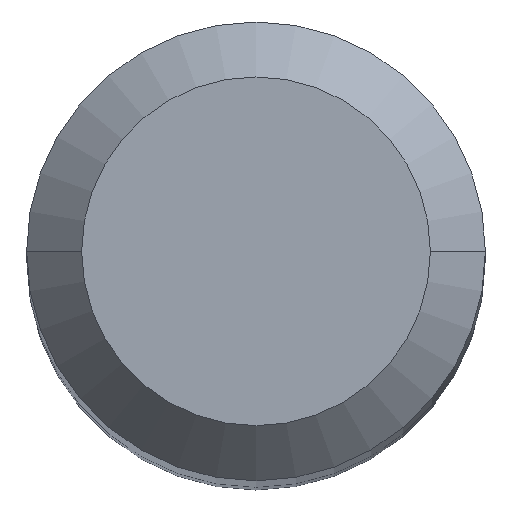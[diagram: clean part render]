
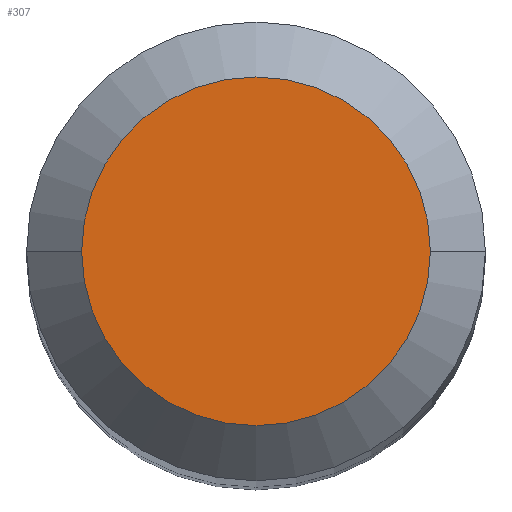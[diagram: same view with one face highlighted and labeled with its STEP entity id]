
A CAD part, top view. The second image highlights one B-rep face of the part: STEP entity #307.
In plain terms, the highlighted planar face has unit normal (0, 0, 1).
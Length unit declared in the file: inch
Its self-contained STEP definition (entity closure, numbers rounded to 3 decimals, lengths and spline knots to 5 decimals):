
#5 = CIRCLE ( 'NONE', #41, 0.0475 ) ;
#11 = CARTESIAN_POINT ( 'NONE',  ( -0.0475, 0., 1.5 ) ) ;
#31 = DIRECTION ( 'NONE',  ( 1., 0., 0. ) ) ;
#41 = AXIS2_PLACEMENT_3D ( 'NONE', #143, #207, #153 ) ;
#50 = FACE_OUTER_BOUND ( 'NONE', #330, .T. ) ;
#70 = CARTESIAN_POINT ( 'NONE',  ( 0., 0., 1.5 ) ) ;
#141 = EDGE_CURVE ( 'NONE', #306, #142, #192, .T. ) ;
#142 = VERTEX_POINT ( 'NONE', #11 ) ;
#143 = CARTESIAN_POINT ( 'NONE',  ( 0., 0., 1.5 ) ) ;
#144 = AXIS2_PLACEMENT_3D ( 'NONE', #70, #254, #31 ) ;
#152 = DIRECTION ( 'NONE',  ( 1., 0., 0. ) ) ;
#153 = DIRECTION ( 'NONE',  ( 1., 0., 0. ) ) ;
#180 = CARTESIAN_POINT ( 'NONE',  ( 0.0475, 0., 1.5 ) ) ;
#187 = ORIENTED_EDGE ( 'NONE', *, *, #141, .T. ) ;
#192 = CIRCLE ( 'NONE', #144, 0.0475 ) ;
#207 = DIRECTION ( 'NONE',  ( 0., 0., 1. ) ) ;
#226 = ORIENTED_EDGE ( 'NONE', *, *, #296, .T. ) ;
#254 = DIRECTION ( 'NONE',  ( 0., 0., 1. ) ) ;
#256 = AXIS2_PLACEMENT_3D ( 'NONE', #282, #342, #152 ) ;
#282 = CARTESIAN_POINT ( 'NONE',  ( 0., 0., 1.5 ) ) ;
#286 = PLANE ( 'NONE',  #256 ) ;
#296 = EDGE_CURVE ( 'NONE', #142, #306, #5, .T. ) ;
#306 = VERTEX_POINT ( 'NONE', #180 ) ;
#307 = ADVANCED_FACE ( 'NONE', ( #50 ), #286, .T. ) ;
#330 = EDGE_LOOP ( 'NONE', ( #226, #187 ) ) ;
#342 = DIRECTION ( 'NONE',  ( 0., 0., 1. ) ) ;
